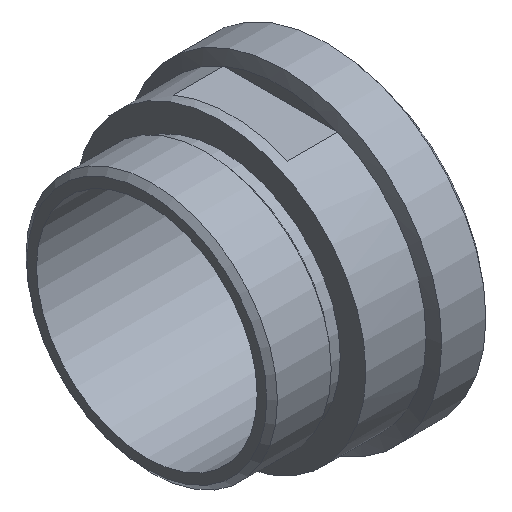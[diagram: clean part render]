
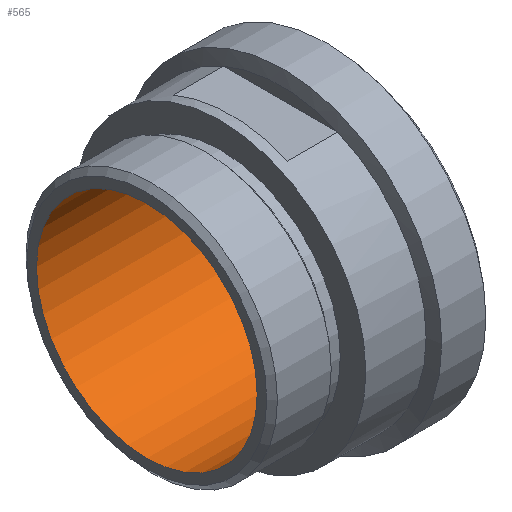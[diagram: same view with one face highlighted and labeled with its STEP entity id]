
A CAD part, isometric view. The second image highlights one B-rep face of the part: STEP entity #565.
In plain terms, the highlighted cylindrical face has radius 33 mm (diameter 66 mm), a full revolution.
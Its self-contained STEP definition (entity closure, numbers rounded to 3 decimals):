
#347=CARTESIAN_POINT('',(48.,-33.0,0.0));
#348=VERTEX_POINT('',#347);
#349=CARTESIAN_POINT('',(48.,0.0,0.0));
#350=DIRECTION('',(-1.0,0.0,0.0));
#351=DIRECTION('',(0.0,-1.0,0.0));
#352=AXIS2_PLACEMENT_3D('',#349,#350,#351);
#353=CIRCLE('',#352,33.0);
#354=EDGE_CURVE('',#348,#348,#353,.T.);
#542=CARTESIAN_POINT('',(0.,-33.0,0.0));
#543=VERTEX_POINT('',#542);
#544=CARTESIAN_POINT('',(0.,0.0,0.0));
#545=DIRECTION('',(-1.0,0.0,0.0));
#546=DIRECTION('',(0.0,-1.0,0.0));
#547=AXIS2_PLACEMENT_3D('',#544,#545,#546);
#548=CIRCLE('',#547,33.0);
#549=EDGE_CURVE('',#543,#543,#548,.T.);
#554=CARTESIAN_POINT('',(24.,0.0,0.0));
#555=DIRECTION('',(-1.0,0.0,0.0));
#556=DIRECTION('',(0.0,-1.0,0.0));
#557=AXIS2_PLACEMENT_3D('',#554,#555,#556);
#558=CYLINDRICAL_SURFACE('',#557,33.0);
#559=ORIENTED_EDGE('',*,*,#354,.F.);
#560=EDGE_LOOP('',(#559));
#561=FACE_OUTER_BOUND('',#560,.T.);
#562=ORIENTED_EDGE('',*,*,#549,.T.);
#563=EDGE_LOOP('',(#562));
#564=FACE_BOUND('',#563,.T.);
#565=ADVANCED_FACE('',(#561,#564),#558,.F.);
